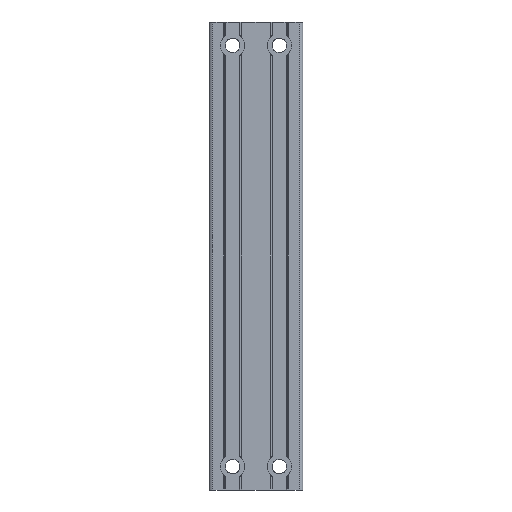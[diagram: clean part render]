
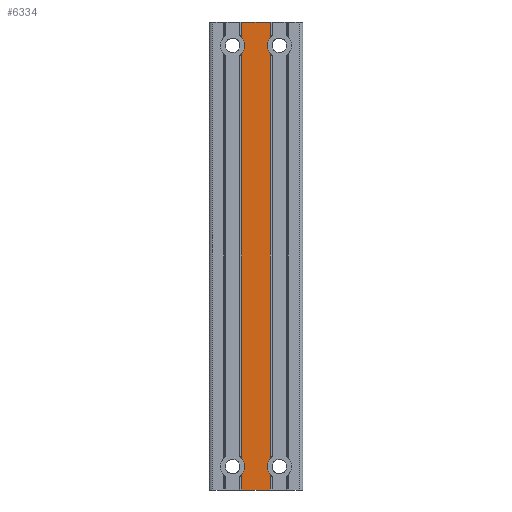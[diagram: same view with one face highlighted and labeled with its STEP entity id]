
A CAD part, front view. The second image highlights one B-rep face of the part: STEP entity #6334.
In plain terms, the highlighted planar face has unit normal (0, -1, 0).
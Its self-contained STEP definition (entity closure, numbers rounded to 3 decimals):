
#74 = VERTEX_POINT ( 'NONE', #87 ) ;
#87 = CARTESIAN_POINT ( 'NONE',  ( -6.1, -10., -86.485 ) ) ;
#160 = CARTESIAN_POINT ( 'NONE',  ( 10., -10., -90. ) ) ;
#404 = ORIENTED_EDGE ( 'NONE', *, *, #3136, .T. ) ;
#426 = LINE ( 'NONE', #3390, #6757 ) ;
#590 = CIRCLE ( 'NONE', #7966, 5.25 ) ;
#765 = LINE ( 'NONE', #1640, #5177 ) ;
#839 = AXIS2_PLACEMENT_3D ( 'NONE', #8892, #1480, #5938 ) ;
#972 = DIRECTION ( 'NONE',  ( 0., 0., 1. ) ) ;
#997 = AXIS2_PLACEMENT_3D ( 'NONE', #2077, #8765, #3008 ) ;
#1233 = VERTEX_POINT ( 'NONE', #7802 ) ;
#1480 = DIRECTION ( 'NONE',  ( 0., -1., 0. ) ) ;
#1488 = LINE ( 'NONE', #3739, #6476 ) ;
#1508 = VERTEX_POINT ( 'NONE', #3418 ) ;
#1526 = AXIS2_PLACEMENT_3D ( 'NONE', #160, #7623, #3130 ) ;
#1640 = CARTESIAN_POINT ( 'NONE',  ( -6.1, -10., 100. ) ) ;
#1671 = DIRECTION ( 'NONE',  ( 0., -1., 0. ) ) ;
#1708 = CARTESIAN_POINT ( 'NONE',  ( -6.4, -10., 100. ) ) ;
#1931 = AXIS2_PLACEMENT_3D ( 'NONE', #1708, #7572, #972 ) ;
#2056 = VERTEX_POINT ( 'NONE', #8391 ) ;
#2077 = CARTESIAN_POINT ( 'NONE',  ( 10., -10., 90. ) ) ;
#2224 = VERTEX_POINT ( 'NONE', #4028 ) ;
#2313 = CARTESIAN_POINT ( 'NONE',  ( 6.1, -10., 93.515 ) ) ;
#2318 = CARTESIAN_POINT ( 'NONE',  ( -10., -10., -90. ) ) ;
#2392 = CIRCLE ( 'NONE', #997, 5.25 ) ;
#2445 = ORIENTED_EDGE ( 'NONE', *, *, #3586, .F. ) ;
#2454 = CARTESIAN_POINT ( 'NONE',  ( -6.1, -10., 100. ) ) ;
#2593 = ORIENTED_EDGE ( 'NONE', *, *, #5257, .T. ) ;
#2686 = VERTEX_POINT ( 'NONE', #2313 ) ;
#2762 = ORIENTED_EDGE ( 'NONE', *, *, #6484, .T. ) ;
#2793 = EDGE_CURVE ( 'NONE', #1233, #7540, #8596, .T. ) ;
#2862 = VERTEX_POINT ( 'NONE', #6443 ) ;
#2916 = VECTOR ( 'NONE', #2937, 1000. ) ;
#2937 = DIRECTION ( 'NONE',  ( 0., 0., 1. ) ) ;
#2979 = CARTESIAN_POINT ( 'NONE',  ( -6.1, -10., -93.515 ) ) ;
#3008 = DIRECTION ( 'NONE',  ( 0., 0., -1. ) ) ;
#3130 = DIRECTION ( 'NONE',  ( 0., 0., -1. ) ) ;
#3136 = EDGE_CURVE ( 'NONE', #1508, #7540, #426, .T. ) ;
#3153 = ORIENTED_EDGE ( 'NONE', *, *, #3283, .F. ) ;
#3218 = FACE_OUTER_BOUND ( 'NONE', #6496, .T. ) ;
#3283 = EDGE_CURVE ( 'NONE', #5402, #2862, #1488, .T. ) ;
#3390 = CARTESIAN_POINT ( 'NONE',  ( 6.1, -10., 100. ) ) ;
#3418 = CARTESIAN_POINT ( 'NONE',  ( 6.1, -10., -100. ) ) ;
#3559 = VERTEX_POINT ( 'NONE', #3625 ) ;
#3586 = EDGE_CURVE ( 'NONE', #9532, #74, #590, .T. ) ;
#3625 = CARTESIAN_POINT ( 'NONE',  ( -6.1, -10., -100. ) ) ;
#3638 = VECTOR ( 'NONE', #4706, 1000. ) ;
#3654 = EDGE_CURVE ( 'NONE', #1233, #2224, #4435, .T. ) ;
#3663 = CARTESIAN_POINT ( 'NONE',  ( 6.1, -10., 100. ) ) ;
#3739 = CARTESIAN_POINT ( 'NONE',  ( -6.4, -10., 100. ) ) ;
#3770 = CARTESIAN_POINT ( 'NONE',  ( 6.1, -10., 100. ) ) ;
#4028 = CARTESIAN_POINT ( 'NONE',  ( 6.1, -10., 86.485 ) ) ;
#4036 = LINE ( 'NONE', #4132, #3638 ) ;
#4132 = CARTESIAN_POINT ( 'NONE',  ( -6.4, -10., -100. ) ) ;
#4344 = ORIENTED_EDGE ( 'NONE', *, *, #2793, .F. ) ;
#4435 = LINE ( 'NONE', #3770, #7215 ) ;
#4449 = VECTOR ( 'NONE', #6672, 1000. ) ;
#4706 = DIRECTION ( 'NONE',  ( 1., 0., 0. ) ) ;
#4932 = EDGE_CURVE ( 'NONE', #3559, #1508, #4036, .T. ) ;
#5177 = VECTOR ( 'NONE', #7377, 1000. ) ;
#5257 = EDGE_CURVE ( 'NONE', #2056, #74, #5299, .T. ) ;
#5299 = LINE ( 'NONE', #2454, #6833 ) ;
#5355 = VERTEX_POINT ( 'NONE', #7766 ) ;
#5388 = PLANE ( 'NONE',  #1931 ) ;
#5402 = VERTEX_POINT ( 'NONE', #5723 ) ;
#5723 = CARTESIAN_POINT ( 'NONE',  ( -6.1, -10., 100. ) ) ;
#5825 = LINE ( 'NONE', #3663, #2916 ) ;
#5938 = DIRECTION ( 'NONE',  ( 0., 0., -1. ) ) ;
#5947 = EDGE_CURVE ( 'NONE', #2056, #5355, #7607, .T. ) ;
#5987 = DIRECTION ( 'NONE',  ( 0., 0., -1. ) ) ;
#6175 = DIRECTION ( 'NONE',  ( 0., 0., -1. ) ) ;
#6328 = DIRECTION ( 'NONE',  ( 0., 0., 1. ) ) ;
#6334 = ADVANCED_FACE ( 'NONE', ( #3218 ), #5388, .F. ) ;
#6443 = CARTESIAN_POINT ( 'NONE',  ( 6.1, -10., 100. ) ) ;
#6476 = VECTOR ( 'NONE', #6798, 1000. ) ;
#6484 = EDGE_CURVE ( 'NONE', #5402, #5355, #765, .T. ) ;
#6496 = EDGE_LOOP ( 'NONE', ( #2445, #6562, #7659, #404, #4344, #8349, #8644, #7445, #3153, #2762, #8107, #2593 ) ) ;
#6562 = ORIENTED_EDGE ( 'NONE', *, *, #8028, .T. ) ;
#6672 = DIRECTION ( 'NONE',  ( 0., 0., -1. ) ) ;
#6757 = VECTOR ( 'NONE', #6328, 1000. ) ;
#6798 = DIRECTION ( 'NONE',  ( 1., 0., 0. ) ) ;
#6833 = VECTOR ( 'NONE', #6175, 1000. ) ;
#7215 = VECTOR ( 'NONE', #8218, 1000. ) ;
#7377 = DIRECTION ( 'NONE',  ( 0., 0., -1. ) ) ;
#7445 = ORIENTED_EDGE ( 'NONE', *, *, #8037, .T. ) ;
#7540 = VERTEX_POINT ( 'NONE', #8799 ) ;
#7572 = DIRECTION ( 'NONE',  ( 0., 1., 0. ) ) ;
#7607 = CIRCLE ( 'NONE', #839, 5.25 ) ;
#7623 = DIRECTION ( 'NONE',  ( 0., -1., 0. ) ) ;
#7659 = ORIENTED_EDGE ( 'NONE', *, *, #4932, .T. ) ;
#7766 = CARTESIAN_POINT ( 'NONE',  ( -6.1, -10., 93.515 ) ) ;
#7802 = CARTESIAN_POINT ( 'NONE',  ( 6.1, -10., -86.485 ) ) ;
#7966 = AXIS2_PLACEMENT_3D ( 'NONE', #2318, #1671, #5987 ) ;
#8028 = EDGE_CURVE ( 'NONE', #9532, #3559, #8205, .T. ) ;
#8037 = EDGE_CURVE ( 'NONE', #2686, #2862, #5825, .T. ) ;
#8107 = ORIENTED_EDGE ( 'NONE', *, *, #5947, .F. ) ;
#8205 = LINE ( 'NONE', #8924, #4449 ) ;
#8218 = DIRECTION ( 'NONE',  ( 0., 0., 1. ) ) ;
#8349 = ORIENTED_EDGE ( 'NONE', *, *, #3654, .T. ) ;
#8391 = CARTESIAN_POINT ( 'NONE',  ( -6.1, -10., 86.485 ) ) ;
#8561 = EDGE_CURVE ( 'NONE', #2686, #2224, #2392, .T. ) ;
#8596 = CIRCLE ( 'NONE', #1526, 5.25 ) ;
#8644 = ORIENTED_EDGE ( 'NONE', *, *, #8561, .F. ) ;
#8765 = DIRECTION ( 'NONE',  ( 0., -1., 0. ) ) ;
#8799 = CARTESIAN_POINT ( 'NONE',  ( 6.1, -10., -93.515 ) ) ;
#8892 = CARTESIAN_POINT ( 'NONE',  ( -10., -10., 90. ) ) ;
#8924 = CARTESIAN_POINT ( 'NONE',  ( -6.1, -10., 100. ) ) ;
#9532 = VERTEX_POINT ( 'NONE', #2979 ) ;
